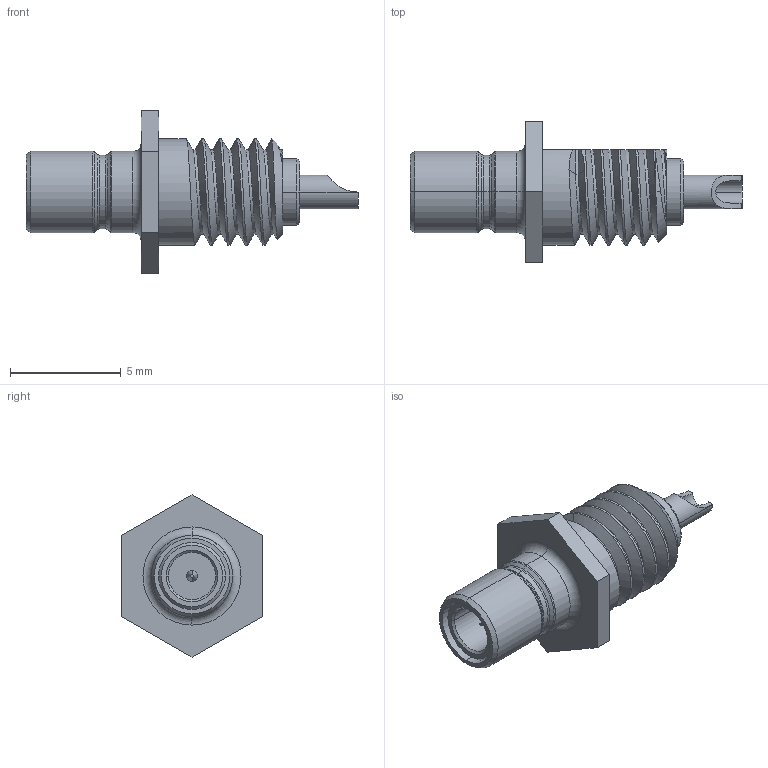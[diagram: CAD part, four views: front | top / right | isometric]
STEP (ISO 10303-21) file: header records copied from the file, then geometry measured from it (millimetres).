
FILE_DESCRIPTION((''),'2;1');
FILE_NAME('PRT0001','2020-09-10T12:07:00',('Viji'),(''),'CREO PARAMETRIC BY PTC INC, 2019444','CREO PARAMETRIC BY PTC INC, 2019444','');
FILE_SCHEMA(('CONFIG_CONTROL_DESIGN'));
Length unit declared in the file: inch
Products named in the file (1): PRT0001
Bounding box: 15.01 x 6.35 x 7.33 mm (x, y, z)
Volume: 160.1 mm3; surface area: 302.8 mm2
Topology: 1 solids, 1 shells, 96 faces, 258 edges, 169 vertices
Faces by surface type: plane 26, cylinder 25, cone 20, bspline 15, torus 10
Entity records: 5415 total; most frequent: CARTESIAN_POINT 3079, ORIENTED_EDGE 512, DIRECTION 436, EDGE_CURVE 256, AXIS2_PLACEMENT_3D 175, VERTEX_POINT 169, EDGE_LOOP 103, FACE_OUTER_BOUND 96
